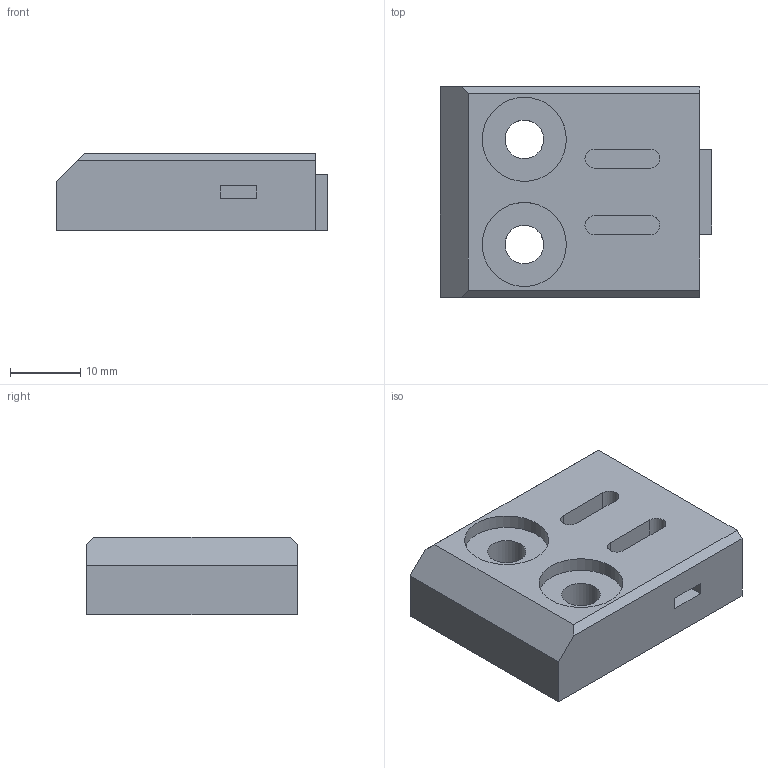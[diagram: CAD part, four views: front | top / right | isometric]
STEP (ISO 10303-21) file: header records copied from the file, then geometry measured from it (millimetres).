
FILE_DESCRIPTION(/* description */ (''),/* implementation_level */ '2;1');
FILE_NAME(/* name */ 'endstop_limit_switch.step',/* time_stamp */ '2020-11-16T13:28:46+01:00',/* author */ (''),/* organization */ (''),/* preprocessor_version */ 'ST-DEVELOPER v18.1',/* originating_system */ 'Autodesk Translation Framework v9.3.0.1241',/* authorisation */ '');
FILE_SCHEMA (('AUTOMOTIVE_DESIGN { 1 0 10303 214 3 1 1 }'));
Length unit declared in the file: millimetre
Products named in the file (1): Endstop with Limit Switch
Bounding box: 38.75 x 30 x 11 mm (x, y, z)
Volume: 10342.5 mm3; surface area: 4919 mm2
Topology: 1 solids, 1 shells, 55 faces, 141 edges, 94 vertices
Faces by surface type: plane 43, cylinder 12
Full cylindrical faces by diameter (mm): 5.5 x2, 12 x2
Entity records: 1708 total; most frequent: CARTESIAN_POINT 291, ORIENTED_EDGE 282, DIRECTION 277, EDGE_CURVE 141, LINE 117, VECTOR 117, VERTEX_POINT 94, AXIS2_PLACEMENT_3D 80
